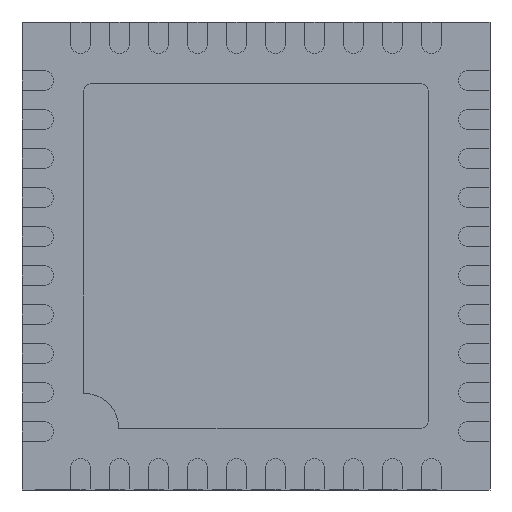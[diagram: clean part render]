
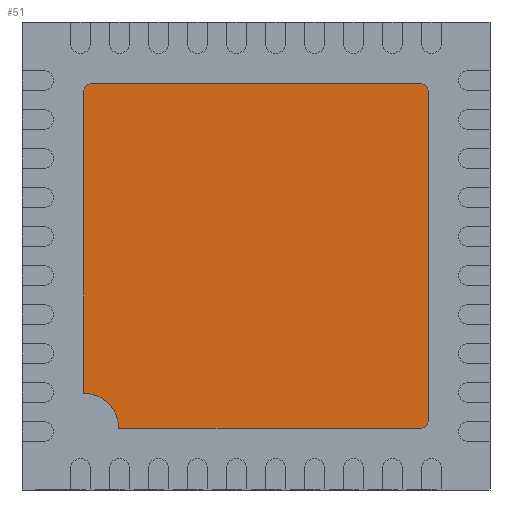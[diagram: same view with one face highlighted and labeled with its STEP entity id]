
A CAD part, front view. The second image highlights one B-rep face of the part: STEP entity #51.
In plain terms, the highlighted planar face has unit normal (0, -1, 0).
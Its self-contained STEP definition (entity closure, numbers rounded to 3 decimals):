
#51 = ADVANCED_FACE ( 'NONE', ( #4823 ), #7158, .T. ) ;
#89 = CARTESIAN_POINT ( 'NONE',  ( 2.11, 0., 2.21 ) ) ;
#292 = CARTESIAN_POINT ( 'NONE',  ( -2.21, 0., -1.76 ) ) ;
#657 = VERTEX_POINT ( 'NONE', #15394 ) ;
#693 = VECTOR ( 'NONE', #6039, 1000. ) ;
#1139 = EDGE_CURVE ( 'NONE', #9667, #17657, #8504, .T. ) ;
#1459 = VERTEX_POINT ( 'NONE', #7903 ) ;
#2121 = CARTESIAN_POINT ( 'NONE',  ( 2.11, 0., 2.11 ) ) ;
#2178 = DIRECTION ( 'NONE',  ( 0., -1., 0. ) ) ;
#2986 = EDGE_CURVE ( 'NONE', #1459, #12354, #7779, .T. ) ;
#3000 = CARTESIAN_POINT ( 'NONE',  ( 2.11, 0., -2.11 ) ) ;
#3390 = EDGE_CURVE ( 'NONE', #17657, #1459, #15803, .T. ) ;
#3464 = ORIENTED_EDGE ( 'NONE', *, *, #8232, .T. ) ;
#3607 = ORIENTED_EDGE ( 'NONE', *, *, #12552, .T. ) ;
#4018 = VECTOR ( 'NONE', #9557, 1000. ) ;
#4406 = DIRECTION ( 'NONE',  ( 0., 0., -1. ) ) ;
#4823 = FACE_OUTER_BOUND ( 'NONE', #12830, .T. ) ;
#5244 = EDGE_CURVE ( 'NONE', #657, #9667, #11346, .T. ) ;
#5433 = AXIS2_PLACEMENT_3D ( 'NONE', #2121, #7767, #10639 ) ;
#5733 = EDGE_CURVE ( 'NONE', #12354, #9708, #13339, .T. ) ;
#6039 = DIRECTION ( 'NONE',  ( 0., 0., -1. ) ) ;
#6052 = ORIENTED_EDGE ( 'NONE', *, *, #1139, .T. ) ;
#7158 = PLANE ( 'NONE',  #8208 ) ;
#7767 = DIRECTION ( 'NONE',  ( 0., -1., 0. ) ) ;
#7779 = CIRCLE ( 'NONE', #16299, 0.1 ) ;
#7903 = CARTESIAN_POINT ( 'NONE',  ( 2.11, 0., -2.21 ) ) ;
#7939 = CARTESIAN_POINT ( 'NONE',  ( 2.11, 0., -2.11 ) ) ;
#8208 = AXIS2_PLACEMENT_3D ( 'NONE', #3000, #11554, #4406 ) ;
#8232 = EDGE_CURVE ( 'NONE', #17117, #657, #14317, .T. ) ;
#8504 = CIRCLE ( 'NONE', #18280, 0.45 ) ;
#9015 = LINE ( 'NONE', #89, #13496 ) ;
#9557 = DIRECTION ( 'NONE',  ( 0., 0., 1. ) ) ;
#9667 = VERTEX_POINT ( 'NONE', #13507 ) ;
#9708 = VERTEX_POINT ( 'NONE', #10633 ) ;
#10163 = DIRECTION ( 'NONE',  ( -1., 0., 0. ) ) ;
#10633 = CARTESIAN_POINT ( 'NONE',  ( 2.21, 0., 2.11 ) ) ;
#10639 = DIRECTION ( 'NONE',  ( 0., 0., 1. ) ) ;
#10728 = ORIENTED_EDGE ( 'NONE', *, *, #2986, .T. ) ;
#10955 = DIRECTION ( 'NONE',  ( 0., -1., 0. ) ) ;
#11111 = DIRECTION ( 'NONE',  ( 1., 0., 0. ) ) ;
#11305 = CIRCLE ( 'NONE', #5433, 0.1 ) ;
#11346 = LINE ( 'NONE', #292, #693 ) ;
#11554 = DIRECTION ( 'NONE',  ( 0., -1., 0. ) ) ;
#12104 = DIRECTION ( 'NONE',  ( 0., 0., -1. ) ) ;
#12354 = VERTEX_POINT ( 'NONE', #13617 ) ;
#12552 = EDGE_CURVE ( 'NONE', #16376, #17117, #9015, .T. ) ;
#12830 = EDGE_LOOP ( 'NONE', ( #10728, #15060, #18417, #3607, #3464, #18410, #6052, #16915 ) ) ;
#13339 = LINE ( 'NONE', #16683, #4018 ) ;
#13449 = CARTESIAN_POINT ( 'NONE',  ( -2.11, 0., 2.11 ) ) ;
#13496 = VECTOR ( 'NONE', #10163, 1000. ) ;
#13507 = CARTESIAN_POINT ( 'NONE',  ( -2.21, 0., -1.76 ) ) ;
#13617 = CARTESIAN_POINT ( 'NONE',  ( 2.21, 0., -2.11 ) ) ;
#13813 = DIRECTION ( 'NONE',  ( 0., 1., 0. ) ) ;
#13933 = CARTESIAN_POINT ( 'NONE',  ( -2.21, 0., -2.21 ) ) ;
#14317 = CIRCLE ( 'NONE', #17237, 0.1 ) ;
#15055 = DIRECTION ( 'NONE',  ( 0., 0., -1. ) ) ;
#15060 = ORIENTED_EDGE ( 'NONE', *, *, #5733, .T. ) ;
#15223 = CARTESIAN_POINT ( 'NONE',  ( 2.11, 0., -2.21 ) ) ;
#15386 = CARTESIAN_POINT ( 'NONE',  ( 2.11, 0., 2.21 ) ) ;
#15394 = CARTESIAN_POINT ( 'NONE',  ( -2.21, 0., 2.11 ) ) ;
#15487 = CARTESIAN_POINT ( 'NONE',  ( -1.76, 0., -2.21 ) ) ;
#15803 = LINE ( 'NONE', #15223, #18266 ) ;
#16299 = AXIS2_PLACEMENT_3D ( 'NONE', #7939, #10955, #15055 ) ;
#16376 = VERTEX_POINT ( 'NONE', #15386 ) ;
#16683 = CARTESIAN_POINT ( 'NONE',  ( 2.21, 0., -2.11 ) ) ;
#16860 = CARTESIAN_POINT ( 'NONE',  ( -2.11, 0., 2.21 ) ) ;
#16871 = EDGE_CURVE ( 'NONE', #9708, #16376, #11305, .T. ) ;
#16915 = ORIENTED_EDGE ( 'NONE', *, *, #3390, .T. ) ;
#17117 = VERTEX_POINT ( 'NONE', #16860 ) ;
#17237 = AXIS2_PLACEMENT_3D ( 'NONE', #13449, #2178, #12104 ) ;
#17657 = VERTEX_POINT ( 'NONE', #15487 ) ;
#18194 = DIRECTION ( 'NONE',  ( 0., 0., -1. ) ) ;
#18266 = VECTOR ( 'NONE', #11111, 1000. ) ;
#18280 = AXIS2_PLACEMENT_3D ( 'NONE', #13933, #13813, #18194 ) ;
#18410 = ORIENTED_EDGE ( 'NONE', *, *, #5244, .T. ) ;
#18417 = ORIENTED_EDGE ( 'NONE', *, *, #16871, .T. ) ;
